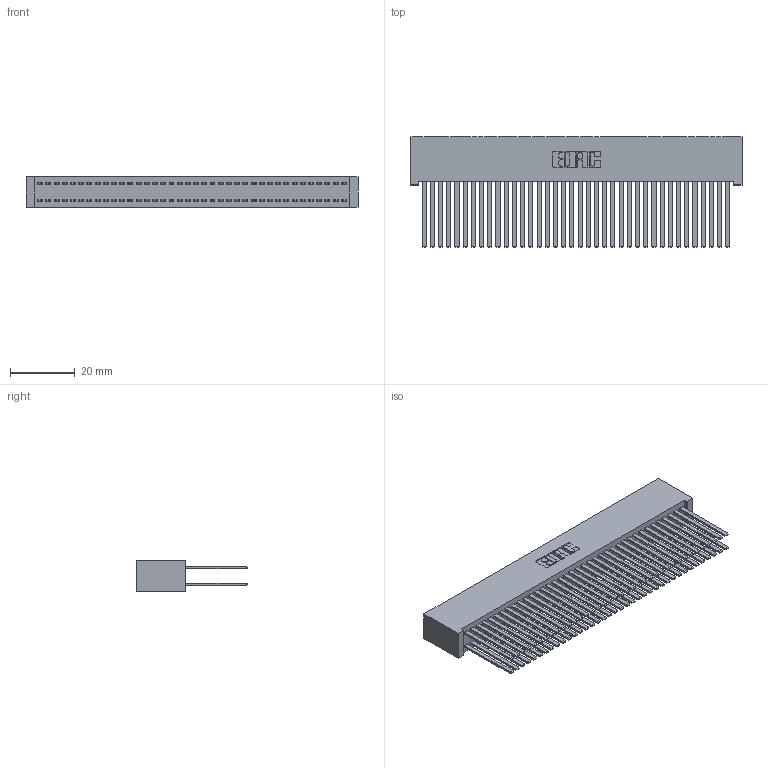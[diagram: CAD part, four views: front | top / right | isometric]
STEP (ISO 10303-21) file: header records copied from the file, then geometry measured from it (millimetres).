
FILE_DESCRIPTION (( 'STEP AP203' ), '1' );
FILE_NAME ('342-076-544-201.STEP', '2019-10-04T10:47:35', ( '' ), ( '' ), 'SwSTEP 2.0', 'SolidWorks 2016', '' );
FILE_SCHEMA (( 'CONFIG_CONTROL_DESIGN' ));
Length unit declared in the file: inch
Products named in the file (3): 342 Part_Lugless; 345-292-001_345-293-144; 342-076-544-201
Assembly tree (77 placements, depth 2):
  342-076-544-201
    342 Part_Lugless
    345-292-001_345-293-144  x76
Bounding box: 102.77 x 34.3 x 9.4 mm (x, y, z)
Volume: 10719.7 mm3; surface area: 20747 mm2
Topology: 77 solids, 77 shells, 3598 faces, 10687 edges, 7022 vertices
Faces by surface type: plane 2494, cylinder 1104
Entity records: 24371 total; most frequent: CARTESIAN_POINT 4038, ORIENTED_EDGE 3974, DIRECTION 3447, EDGE_CURVE 1987, VECTOR 1871, LINE 1871, VERTEX_POINT 1322, AXIS2_PLACEMENT_3D 788
